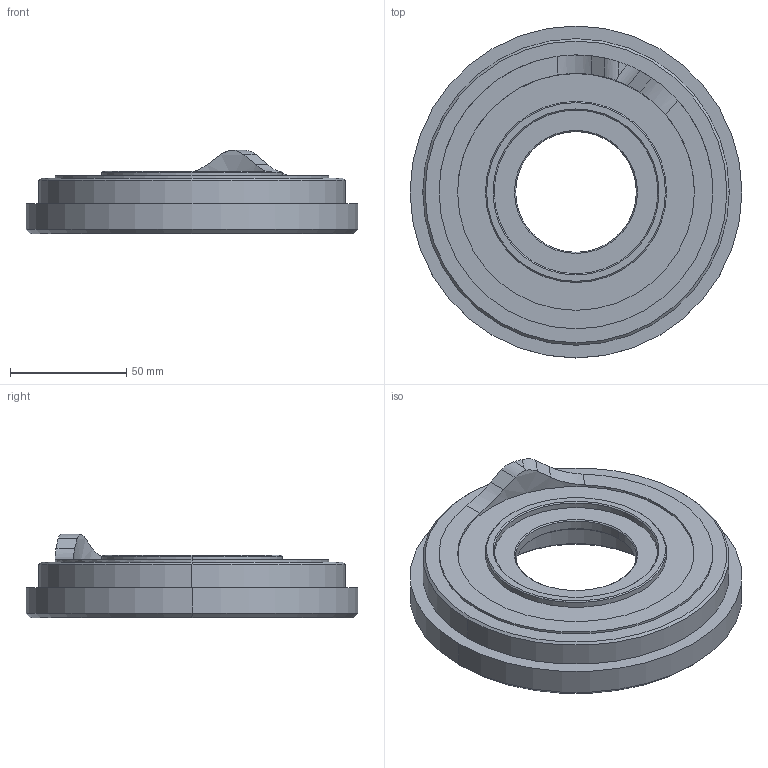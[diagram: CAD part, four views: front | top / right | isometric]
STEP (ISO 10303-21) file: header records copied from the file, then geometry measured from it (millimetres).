
FILE_DESCRIPTION (( 'STEP AP214' ), '1' );
FILE_NAME ('rotating_swatch_storage_base.STEP', '2025-08-19T09:18:10', ( '' ), ( '' ), 'SwSTEP 2.0', 'SolidWorks 2025', '' );
FILE_SCHEMA (( 'AUTOMOTIVE_DESIGN' ));
Length unit declared in the file: millimetre
Products named in the file (1): rotating_swatch_storage_base
Bounding box: 143 x 143 x 36 mm (x, y, z)
Volume: 204052.2 mm3; surface area: 54453.9 mm2
Topology: 1 solids, 1 shells, 248 faces, 564 edges, 336 vertices
Faces by surface type: cone 144, cylinder 80, plane 24
Entity records: 7054 total; most frequent: DIRECTION 1372, CARTESIAN_POINT 1236, ORIENTED_EDGE 1128, AXIS2_PLACEMENT_3D 572, EDGE_CURVE 564, VERTEX_POINT 336, CIRCLE 323, EDGE_LOOP 268
